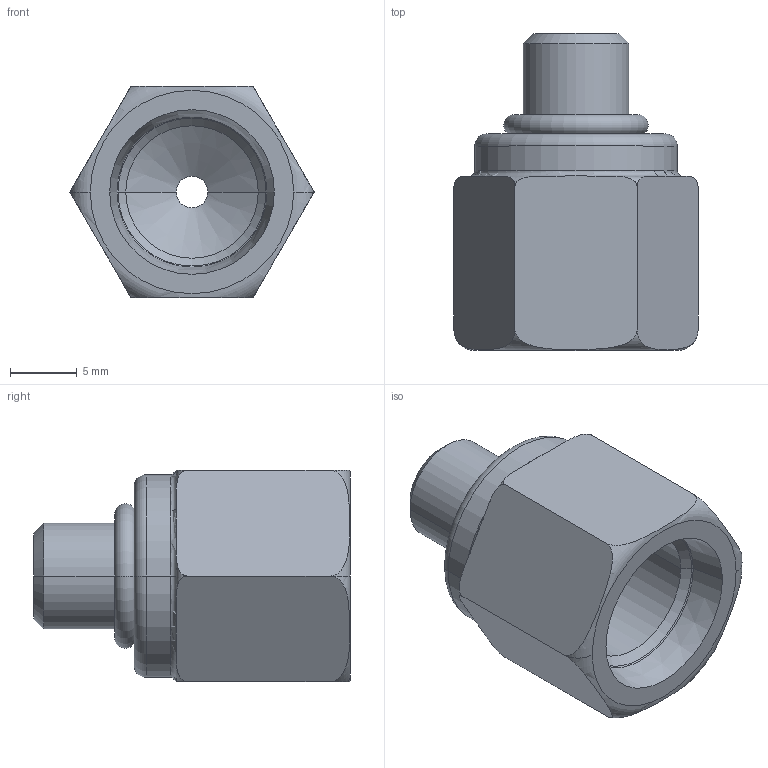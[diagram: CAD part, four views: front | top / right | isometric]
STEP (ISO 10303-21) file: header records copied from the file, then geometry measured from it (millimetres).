
FILE_DESCRIPTION((''),'2;1');
FILE_NAME('ILC30801224','2017-12-10T',('jdw'),(''),'PRO/ENGINEER BY PARAMETRIC TECHNOLOGY CORPORATION, 2013320','PRO/ENGINEER BY PARAMETRIC TECHNOLOGY CORPORATION, 2013320','');
FILE_SCHEMA(('AUTOMOTIVE_DESIGN { 1 0 10303 214 1 1 1 1 }'));
Length unit declared in the file: inch
Products named in the file (1): ILC30801224
Bounding box: 18.33 x 23.8 x 15.88 mm (x, y, z)
Volume: 2648.9 mm3; surface area: 2344.8 mm2
Topology: 1 solids, 3 shells, 53 faces, 128 edges, 80 vertices
Faces by surface type: plane 17, torus 14, cylinder 12, cone 10
Entity records: 2536 total; most frequent: CARTESIAN_POINT 680, DIRECTION 276, ORIENTED_EDGE 248, PRESENTATION_STYLE_ASSIGNMENT 133, STYLED_ITEM 131, CURVE_STYLE 128, EDGE_CURVE 128, AXIS2_PLACEMENT_3D 118
